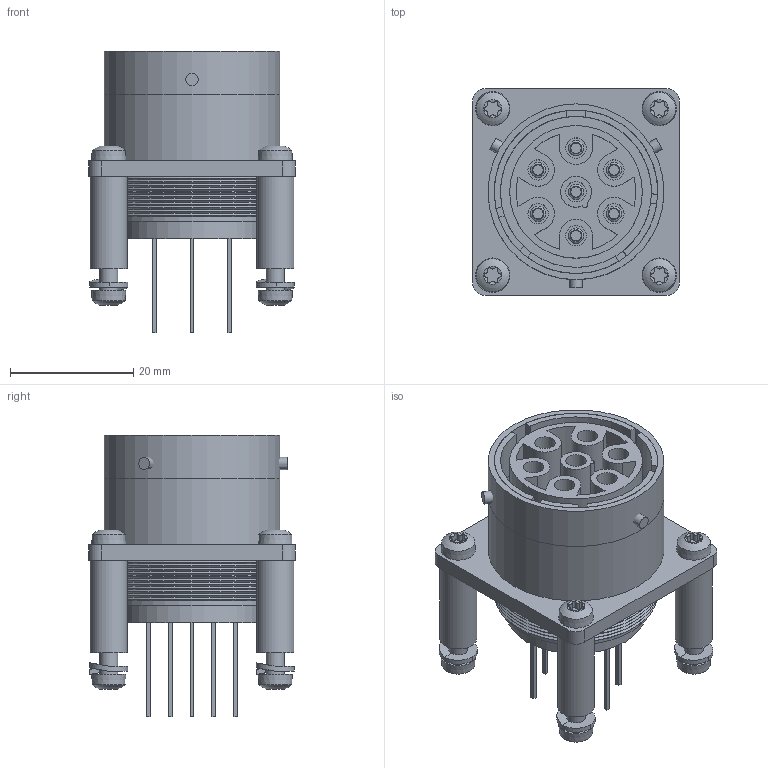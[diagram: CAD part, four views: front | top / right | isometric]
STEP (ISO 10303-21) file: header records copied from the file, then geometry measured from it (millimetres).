
FILE_DESCRIPTION(/* description */ (''),/* implementation_level */ '2;1');
FILE_NAME(/* name */ 'SOURIAU_EDA-02399-V1-2.stp',/* time_stamp */ '2015-05-28T16:14:52+02:00',/* author */ ('admchouv'),/* organization */ (''),/* preprocessor_version */ 'ST-DEVELOPER v15.5',/* originating_system */ 'AutoCAD Mechanical',/* authorisation */ '');
FILE_SCHEMA (('AUTOMOTIVE_DESIGN { 1 0 10303 214 3 1 1 }'));
Length unit declared in the file: millimetre
Products named in the file (1): Product
Bounding box: 33.5 x 33.5 x 45.7 mm (x, y, z)
Volume: 14250.6 mm3; surface area: 23425.4 mm2
Topology: 40 solids, 40 shells, 534 faces, 1223 edges, 805 vertices
Faces by surface type: plane 238, cylinder 235, cone 46, sphere 8, torus 7
Full cylindrical faces by diameter (mm): 1.7 x7, 2 x3, 2.5 x18, 3 x15, 3.2 x4, 3.3 x14, 3.8 x7, 6 x4, 21.5 x1, 22.5 x2, 24.5 x1, 25.2 x2, 26.5 x1, 28.5 x2
Entity records: 15434 total; most frequent: CARTESIAN_POINT 3611, DIRECTION 2534, ORIENTED_EDGE 2104, EDGE_CURVE 1052, AXIS2_PLACEMENT_3D 1043, EDGE_LOOP 782, VERTEX_POINT 776, FACE_OUTER_BOUND 534
